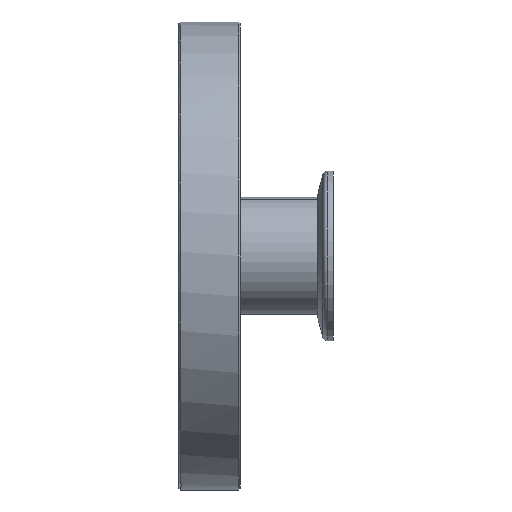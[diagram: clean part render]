
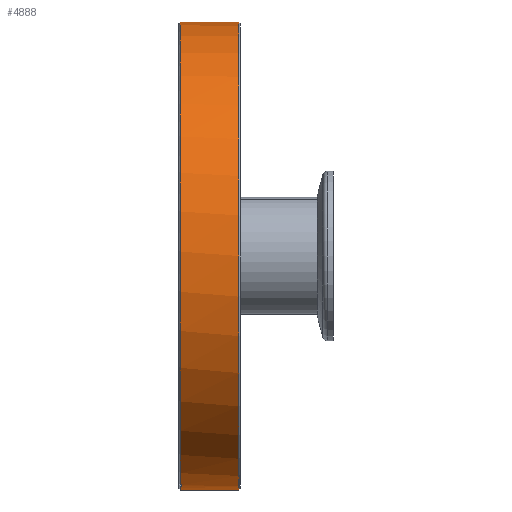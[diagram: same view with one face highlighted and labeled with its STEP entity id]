
A CAD part, left-side view. The second image highlights one B-rep face of the part: STEP entity #4888.
In plain terms, the highlighted cylindrical face has radius 75.8 mm (diameter 151.6 mm), a partial arc.
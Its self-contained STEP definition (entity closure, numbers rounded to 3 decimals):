
#80 = EDGE_CURVE ( 'NONE', #4446, #3316, #2146, .T. ) ;
#144 = LINE ( 'NONE', #4595, #2069 ) ;
#285 = CARTESIAN_POINT ( 'NONE',  ( -15.767, -0.5, -74.142 ) ) ;
#351 = ORIENTED_EDGE ( 'NONE', *, *, #1651, .T. ) ;
#641 = DIRECTION ( 'NONE',  ( 0., 1., 0. ) ) ;
#801 = DIRECTION ( 'NONE',  ( 0., 1., 0. ) ) ;
#843 = EDGE_CURVE ( 'NONE', #1708, #4393, #3624, .T. ) ;
#932 = VECTOR ( 'NONE', #2557, 1000. ) ;
#1037 = CARTESIAN_POINT ( 'NONE',  ( 0., 19.776, 75.8 ) ) ;
#1097 = ORIENTED_EDGE ( 'NONE', *, *, #2604, .T. ) ;
#1117 = EDGE_CURVE ( 'NONE', #4588, #2268, #1412, .T. ) ;
#1122 = CARTESIAN_POINT ( 'NONE',  ( 0., 19.776, 0. ) ) ;
#1178 = CIRCLE ( 'NONE', #2691, 75.8 ) ;
#1229 = ORIENTED_EDGE ( 'NONE', *, *, #80, .T. ) ;
#1287 = DIRECTION ( 'NONE',  ( 0., -1., 0. ) ) ;
#1412 = LINE ( 'NONE', #1865, #2527 ) ;
#1460 = EDGE_CURVE ( 'NONE', #4737, #1708, #1178, .T. ) ;
#1610 = ORIENTED_EDGE ( 'NONE', *, *, #1117, .F. ) ;
#1624 = AXIS2_PLACEMENT_3D ( 'NONE', #3542, #1287, #3938 ) ;
#1651 = EDGE_CURVE ( 'NONE', #4588, #1856, #3311, .T. ) ;
#1704 = CARTESIAN_POINT ( 'NONE',  ( 0., -1., 0. ) ) ;
#1708 = VERTEX_POINT ( 'NONE', #3608 ) ;
#1749 = LINE ( 'NONE', #2173, #932 ) ;
#1760 = AXIS2_PLACEMENT_3D ( 'NONE', #1122, #4518, #3754 ) ;
#1797 = ORIENTED_EDGE ( 'NONE', *, *, #1460, .T. ) ;
#1856 = VERTEX_POINT ( 'NONE', #4913 ) ;
#1865 = CARTESIAN_POINT ( 'NONE',  ( -15.767, 19.776, -74.142 ) ) ;
#1922 = ORIENTED_EDGE ( 'NONE', *, *, #2911, .T. ) ;
#1935 = DIRECTION ( 'NONE',  ( 0., 1., 0. ) ) ;
#1977 = EDGE_CURVE ( 'NONE', #4737, #3316, #144, .T. ) ;
#1983 = ORIENTED_EDGE ( 'NONE', *, *, #843, .T. ) ;
#2069 = VECTOR ( 'NONE', #1935, 1000. ) ;
#2085 = DIRECTION ( 'NONE',  ( 0., 0., 1. ) ) ;
#2146 = CIRCLE ( 'NONE', #1624, 75.8 ) ;
#2172 = DIRECTION ( 'NONE',  ( 0., -1., 0. ) ) ;
#2173 = CARTESIAN_POINT ( 'NONE',  ( -13.806, 19.776, -74.532 ) ) ;
#2268 = VERTEX_POINT ( 'NONE', #285 ) ;
#2527 = VECTOR ( 'NONE', #4146, 1000. ) ;
#2557 = DIRECTION ( 'NONE',  ( 0., 1., 0. ) ) ;
#2594 = ORIENTED_EDGE ( 'NONE', *, *, #1977, .F. ) ;
#2596 = AXIS2_PLACEMENT_3D ( 'NONE', #1704, #4364, #2085 ) ;
#2604 = EDGE_CURVE ( 'NONE', #1856, #4446, #1749, .T. ) ;
#2617 = VECTOR ( 'NONE', #641, 1000. ) ;
#2691 = AXIS2_PLACEMENT_3D ( 'NONE', #3067, #801, #3464 ) ;
#2778 = CARTESIAN_POINT ( 'NONE',  ( 0., -0.5, 75.8 ) ) ;
#2826 = FACE_OUTER_BOUND ( 'NONE', #4236, .T. ) ;
#2911 = EDGE_CURVE ( 'NONE', #4393, #2268, #2954, .T. ) ;
#2954 = CIRCLE ( 'NONE', #3717, 75.8 ) ;
#3067 = CARTESIAN_POINT ( 'NONE',  ( 0., -19.4, 0. ) ) ;
#3311 = CIRCLE ( 'NONE', #2596, 75.8 ) ;
#3316 = VERTEX_POINT ( 'NONE', #4402 ) ;
#3345 = CARTESIAN_POINT ( 'NONE',  ( -15.767, -1., -74.142 ) ) ;
#3464 = DIRECTION ( 'NONE',  ( 0., 0., -1. ) ) ;
#3542 = CARTESIAN_POINT ( 'NONE',  ( 0., -0.5, 0. ) ) ;
#3608 = CARTESIAN_POINT ( 'NONE',  ( 0., -19.4, 75.8 ) ) ;
#3624 = LINE ( 'NONE', #1037, #2617 ) ;
#3717 = AXIS2_PLACEMENT_3D ( 'NONE', #4460, #2172, #4839 ) ;
#3754 = DIRECTION ( 'NONE',  ( 0., 0., 1. ) ) ;
#3813 = CARTESIAN_POINT ( 'NONE',  ( 0., -19.4, -75.8 ) ) ;
#3938 = DIRECTION ( 'NONE',  ( 0., 0., 1. ) ) ;
#4110 = CYLINDRICAL_SURFACE ( 'NONE', #1760, 75.8 ) ;
#4146 = DIRECTION ( 'NONE',  ( 0., 1., 0. ) ) ;
#4236 = EDGE_LOOP ( 'NONE', ( #2594, #1797, #1983, #1922, #1610, #351, #1097, #1229 ) ) ;
#4364 = DIRECTION ( 'NONE',  ( 0., -1., 0. ) ) ;
#4393 = VERTEX_POINT ( 'NONE', #2778 ) ;
#4402 = CARTESIAN_POINT ( 'NONE',  ( 0., -0.5, -75.8 ) ) ;
#4446 = VERTEX_POINT ( 'NONE', #4751 ) ;
#4460 = CARTESIAN_POINT ( 'NONE',  ( 0., -0.5, 0. ) ) ;
#4518 = DIRECTION ( 'NONE',  ( 0., 1., 0. ) ) ;
#4588 = VERTEX_POINT ( 'NONE', #3345 ) ;
#4595 = CARTESIAN_POINT ( 'NONE',  ( 0., 19.776, -75.8 ) ) ;
#4737 = VERTEX_POINT ( 'NONE', #3813 ) ;
#4751 = CARTESIAN_POINT ( 'NONE',  ( -13.806, -0.5, -74.532 ) ) ;
#4839 = DIRECTION ( 'NONE',  ( 0., 0., 1. ) ) ;
#4888 = ADVANCED_FACE ( 'NONE', ( #2826 ), #4110, .T. ) ;
#4913 = CARTESIAN_POINT ( 'NONE',  ( -13.806, -1., -74.532 ) ) ;
